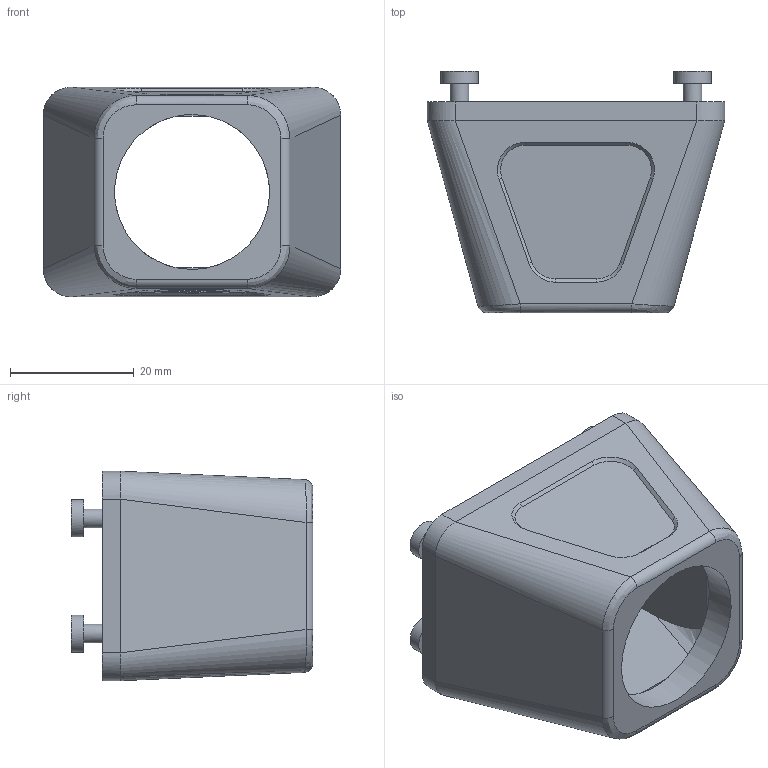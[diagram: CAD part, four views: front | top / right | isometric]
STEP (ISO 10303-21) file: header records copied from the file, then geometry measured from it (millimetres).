
FILE_DESCRIPTION(( 'HARTING HARTING HARTING HARTING HARTING HARTING HARTING HARTING HARTING', 'This Document is valid for Parts No. 19 14 001 0401'),'2;1');
FILE_NAME('MD_19140010401_R413260.stp', '2009-10-29T10:54:10',('ITIS-4b'),('HARTING KGaA, D-32339 Espelkamp'), 'I-DEAS Master Series 10','HP-UNIX','Yes');
FILE_SCHEMA(('AUTOMOTIVE_DESIGN { 1 0 10303 214 1 1 1 1 }'));
Length unit declared in the file: millimetre
Products named in the file (1): MD 19 14 001 0401
Bounding box: 48 x 39 x 33.8 mm (x, y, z)
Volume: 15554.1 mm3; surface area: 10409.7 mm2
Topology: 1 solids, 1 shells, 245 faces, 614 edges, 400 vertices
Faces by surface type: bspline 245
Entity records: 7580 total; most frequent: CARTESIAN_POINT 3455, ORIENTED_EDGE 1228, EDGE_CURVE 614, VERTEX_POINT 400, OVER_RIDING_STYLED_ITEM 362, EDGE_LOOP 276, B_SPLINE_CURVE_WITH_KNOTS 249, QUASI_UNIFORM_CURVE 247
